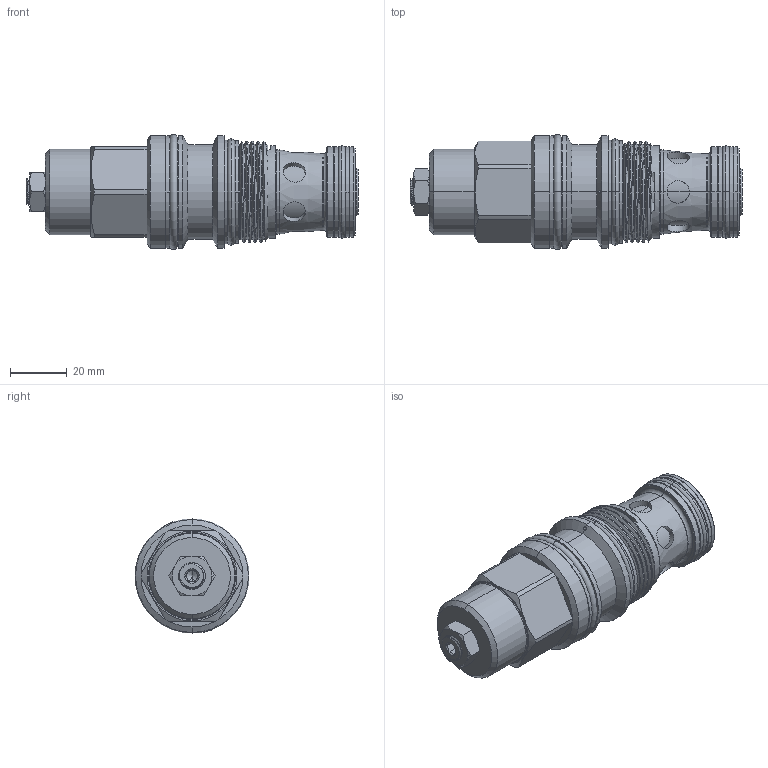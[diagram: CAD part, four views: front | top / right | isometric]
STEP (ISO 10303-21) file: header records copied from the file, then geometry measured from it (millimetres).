
FILE_DESCRIPTION (( 'STEP AP203' ), '1' );
FILE_NAME ('CB17A3A-L-160.STEP', '2020-03-03T05:05:22', ( '' ), ( '' ), 'SwSTEP 2.0', 'SolidWorks 2018', '' );
FILE_SCHEMA (( 'CONFIG_CONTROL_DESIGN' ));
Length unit declared in the file: millimetre
Products named in the file (1): CB17A3A-L-160
Bounding box: 116.67 x 40.39 x 40.39 mm (x, y, z)
Volume: 92860.2 mm3; surface area: 23270.1 mm2
Topology: 6 solids, 6 shells, 259 faces, 588 edges, 357 vertices
Faces by surface type: cylinder 112, plane 60, cone 57, torus 22, bspline 6, sphere 2
Entity records: 10238 total; most frequent: CARTESIAN_POINT 4448, DIRECTION 1232, ORIENTED_EDGE 1172, EDGE_CURVE 586, AXIS2_PLACEMENT_3D 524, VERTEX_POINT 357, EDGE_LOOP 287, CIRCLE 270
